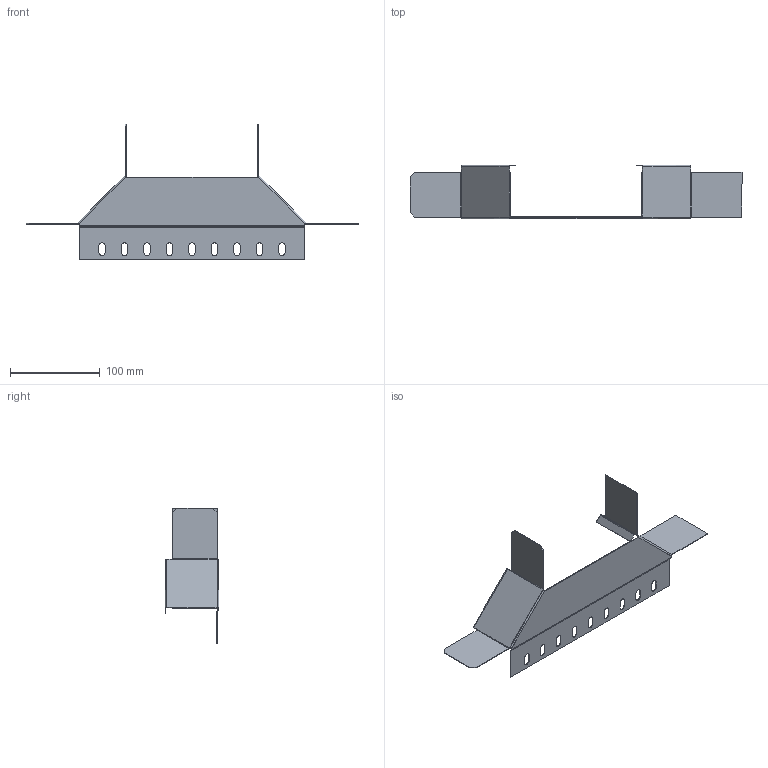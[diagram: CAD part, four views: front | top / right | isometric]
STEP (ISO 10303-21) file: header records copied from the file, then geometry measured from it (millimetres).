
FILE_DESCRIPTION (( 'STEP AP214' ), '1' );
FILE_NAME ('6040253_KSTP1.stp', '2018-05-24T06:27:37', ( '' ), ( '' ), 'SwSTEP 2.0', 'SolidWorks 2016', '' );
FILE_SCHEMA (( 'AUTOMOTIVE_DESIGN' ));
Length unit declared in the file: millimetre
Products named in the file (1): 6040253_KSTP1
Bounding box: 369.02 x 59.4 x 151.08 mm (x, y, z)
Volume: 29052.6 mm3; surface area: 84180.5 mm2
Topology: 1 solids, 1 shells, 147 faces, 355 edges, 210 vertices
Faces by surface type: plane 100, cylinder 47
Entity records: 4253 total; most frequent: DIRECTION 745, CARTESIAN_POINT 713, ORIENTED_EDGE 710, EDGE_CURVE 355, VECTOR 261, LINE 261, AXIS2_PLACEMENT_3D 242, VERTEX_POINT 210
